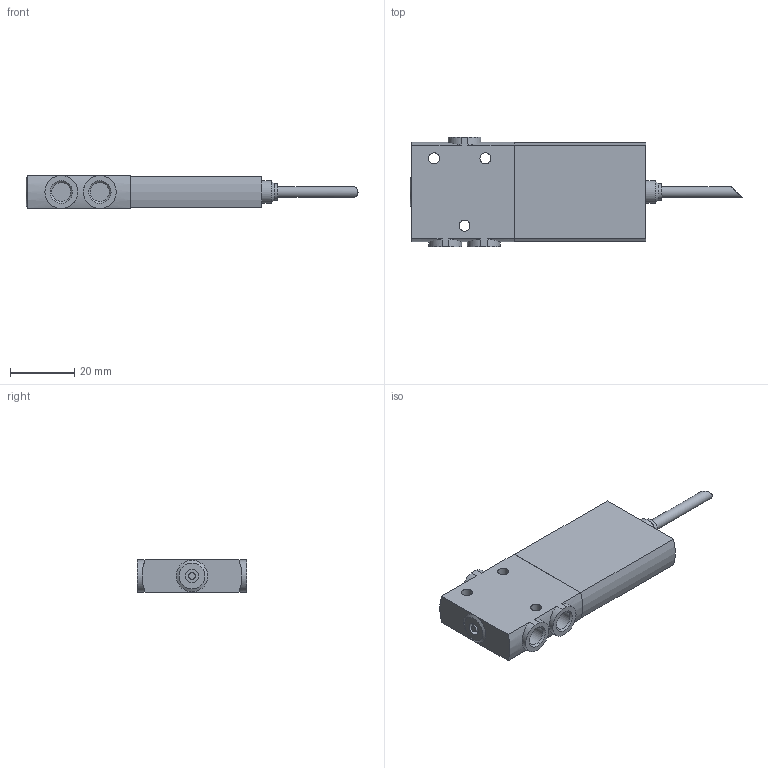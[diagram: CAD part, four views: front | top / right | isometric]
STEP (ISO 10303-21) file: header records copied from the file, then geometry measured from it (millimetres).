
FILE_DESCRIPTION(/* description */ ('STEP AP214'),/* implementation_level */ '2;1');
FILE_NAME(/* name */ '196133_MHE2-MS1H-3_2G-M7-K',/* time_stamp */ '2024-08-26T07:50:11+02:00',/* author */ ('License CC BY-ND 4.0'),/* organization */ ('CADENAS'),/* preprocessor_version */ 'ST-DEVELOPER v19.3',/* originating_system */ 'PARTsolutions',/* authorisation */ ' ');
FILE_SCHEMA (('AUTOMOTIVE_DESIGN {1 0 10303 214 3 1 1}'));
Length unit declared in the file: millimetre
Products named in the file (1): 196133 MHE2-MS1H-3/2G-M7-K
Bounding box: 103.5 x 34 x 10 mm (x, y, z)
Volume: 22015.6 mm3; surface area: 7439.6 mm2
Topology: 1 solids, 1 shells, 52 faces, 118 edges, 78 vertices
Faces by surface type: cylinder 26, plane 21, cone 5
Full cylindrical faces by diameter (mm): 2 x1, 3.4 x4, 4 x1, 5 x1, 5.917 x3, 7 x1
Entity records: 1790 total; most frequent: CARTESIAN_POINT 263, DIRECTION 244, ORIENTED_EDGE 198, EDGE_CURVE 99, AXIS2_PLACEMENT_3D 98, EDGE_LOOP 84, FACE_BOUND 84, VERTEX_POINT 75
